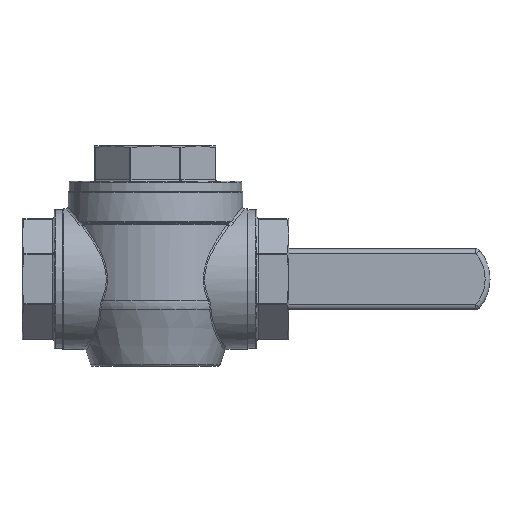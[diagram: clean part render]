
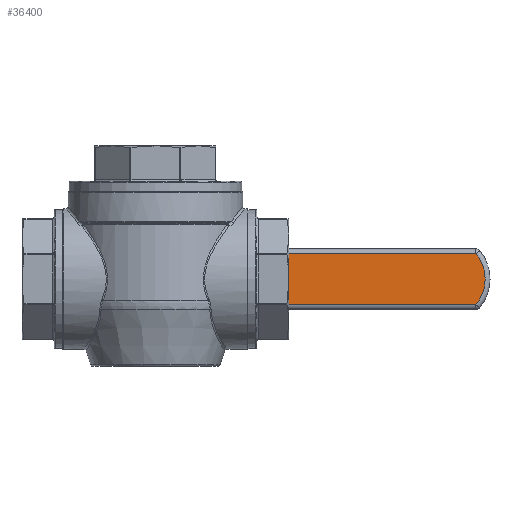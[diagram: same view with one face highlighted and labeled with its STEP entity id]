
A CAD part, front view. The second image highlights one B-rep face of the part: STEP entity #36400.
In plain terms, the highlighted planar face has unit normal (0, -1, 0).
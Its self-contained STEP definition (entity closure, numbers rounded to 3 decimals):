
#2874 = EDGE_LOOP ( 'NONE', ( #46411, #14911, #31841, #20843 ) ) ;
#5177 = LINE ( 'NONE', #38266, #21382 ) ;
#5597 = FACE_OUTER_BOUND ( 'NONE', #2874, .T. ) ;
#6607 = EDGE_CURVE ( 'NONE', #20276, #19469, #5177, .T. ) ;
#10636 = CARTESIAN_POINT ( 'NONE',  ( 188., 112., 17. ) ) ;
#12624 = VERTEX_POINT ( 'NONE', #23764 ) ;
#14170 = DIRECTION ( 'NONE',  ( 0., -1., 0. ) ) ;
#14911 = ORIENTED_EDGE ( 'NONE', *, *, #40546, .T. ) ;
#19469 = VERTEX_POINT ( 'NONE', #42769 ) ;
#19533 = LINE ( 'NONE', #55369, #28358 ) ;
#20276 = VERTEX_POINT ( 'NONE', #49699 ) ;
#20843 = ORIENTED_EDGE ( 'NONE', *, *, #46952, .T. ) ;
#21382 = VECTOR ( 'NONE', #33913, 1000. ) ;
#22680 = CARTESIAN_POINT ( 'NONE',  ( 162.999, 112., 0. ) ) ;
#23468 = DIRECTION ( 'NONE',  ( -1., 0., 0. ) ) ;
#23764 = CARTESIAN_POINT ( 'NONE',  ( 180.11, 112., -14.3 ) ) ;
#24163 = VERTEX_POINT ( 'NONE', #47374 ) ;
#25753 = EDGE_CURVE ( 'NONE', #12624, #24163, #38604, .T. ) ;
#28358 = VECTOR ( 'NONE', #46729, 1000. ) ;
#30434 = DIRECTION ( 'NONE',  ( -1., 0., 0. ) ) ;
#31841 = ORIENTED_EDGE ( 'NONE', *, *, #25753, .T. ) ;
#32587 = PLANE ( 'NONE',  #51217 ) ;
#33913 = DIRECTION ( 'NONE',  ( 0., 0., -1. ) ) ;
#34956 = CARTESIAN_POINT ( 'NONE',  ( 188., 112., 14.3 ) ) ;
#35844 = AXIS2_PLACEMENT_3D ( 'NONE', #22680, #14170, #52312 ) ;
#36400 = ADVANCED_FACE ( 'NONE', ( #5597 ), #32587, .F. ) ;
#38266 = CARTESIAN_POINT ( 'NONE',  ( 72.985, 112., 17. ) ) ;
#38604 = CIRCLE ( 'NONE', #35844, 22.3 ) ;
#40546 = EDGE_CURVE ( 'NONE', #19469, #12624, #19533, .T. ) ;
#42769 = CARTESIAN_POINT ( 'NONE',  ( 72.985, 112., -14.3 ) ) ;
#45786 = DIRECTION ( 'NONE',  ( 0., 1., 0. ) ) ;
#46411 = ORIENTED_EDGE ( 'NONE', *, *, #6607, .T. ) ;
#46530 = LINE ( 'NONE', #34956, #47163 ) ;
#46729 = DIRECTION ( 'NONE',  ( 1., 0., 0. ) ) ;
#46952 = EDGE_CURVE ( 'NONE', #24163, #20276, #46530, .T. ) ;
#47163 = VECTOR ( 'NONE', #30434, 1000. ) ;
#47374 = CARTESIAN_POINT ( 'NONE',  ( 180.11, 112., 14.3 ) ) ;
#49699 = CARTESIAN_POINT ( 'NONE',  ( 72.985, 112., 14.3 ) ) ;
#51217 = AXIS2_PLACEMENT_3D ( 'NONE', #10636, #45786, #23468 ) ;
#52312 = DIRECTION ( 'NONE',  ( -1., 0., 0. ) ) ;
#55369 = CARTESIAN_POINT ( 'NONE',  ( 181.329, 112., -14.3 ) ) ;
